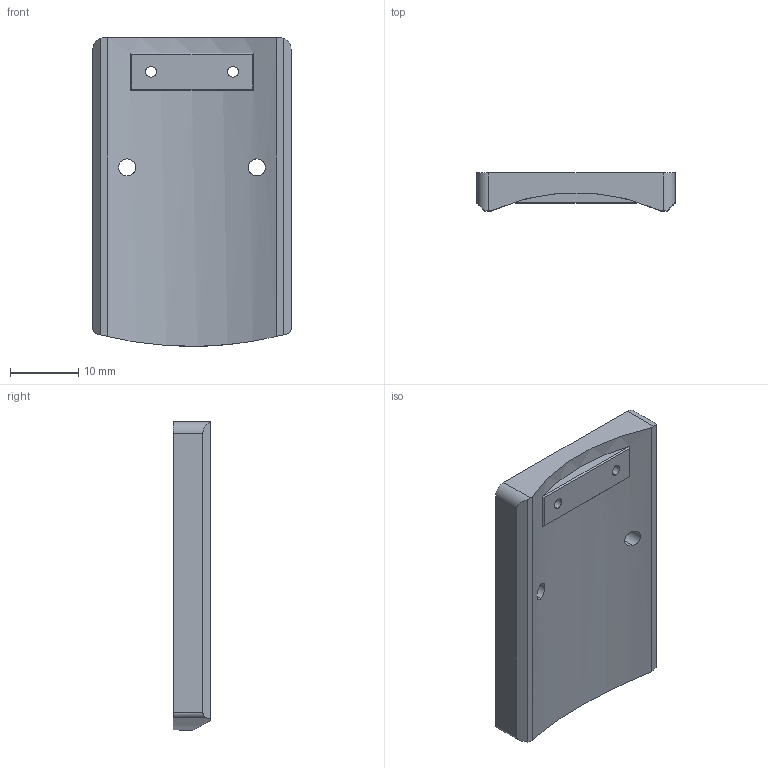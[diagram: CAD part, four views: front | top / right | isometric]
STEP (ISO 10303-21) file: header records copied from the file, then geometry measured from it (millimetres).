
FILE_DESCRIPTION (( 'STEP AP214' ), '1' );
FILE_NAME ('V2SRR45.STEP', '2022-05-24T14:17:52', ( '' ), ( '' ), 'SwSTEP 2.0', 'SolidWorks 2021', '' );
FILE_SCHEMA (( 'AUTOMOTIVE_DESIGN' ));
Length unit declared in the file: millimetre
Products named in the file (1): V2SRR45
Bounding box: 29 x 5.5 x 45.2 mm (x, y, z)
Volume: 5111.9 mm3; surface area: 3371.8 mm2
Topology: 1 solids, 1 shells, 39 faces, 96 edges, 60 vertices
Faces by surface type: plane 17, cylinder 14, cone 8
Entity records: 1371 total; most frequent: CARTESIAN_POINT 311, DIRECTION 197, ORIENTED_EDGE 192, EDGE_CURVE 96, AXIS2_PLACEMENT_3D 72, VERTEX_POINT 60, LINE 53, VECTOR 53
